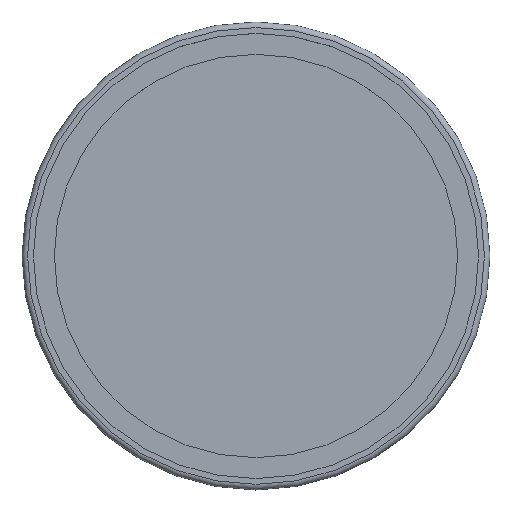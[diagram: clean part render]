
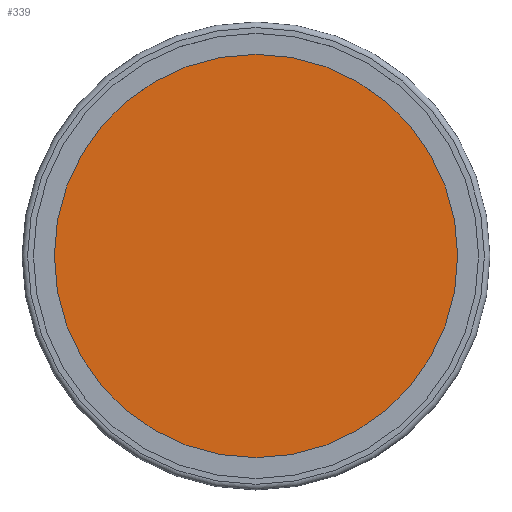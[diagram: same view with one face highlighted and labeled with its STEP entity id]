
A CAD part, top view. The second image highlights one B-rep face of the part: STEP entity #339.
In plain terms, the highlighted planar face has unit normal (0, 0, 1).
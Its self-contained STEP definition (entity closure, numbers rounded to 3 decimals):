
#62=FACE_OUTER_BOUND('',#95,.T.);
#95=EDGE_LOOP('',(#240));
#151=CIRCLE('',#384,18.1);
#180=VERTEX_POINT('',#568);
#209=EDGE_CURVE('',#180,#180,#151,.T.);
#240=ORIENTED_EDGE('',*,*,#209,.T.);
#293=PLANE('',#383);
#339=ADVANCED_FACE('',(#62),#293,.F.);
#383=AXIS2_PLACEMENT_3D('',#567,#451,#452);
#384=AXIS2_PLACEMENT_3D('',#569,#453,#454);
#451=DIRECTION('center_axis',(0.,0.,
-1.));
#452=DIRECTION('ref_axis',(-0.912,-0.41,0.));
#453=DIRECTION('center_axis',(0.,0.,1.));
#454=DIRECTION('ref_axis',(1.,0.,0.));
#567=CARTESIAN_POINT('Origin',(0.,0.,
0.85));
#568=CARTESIAN_POINT('',(-18.1,0.,0.85));
#569=CARTESIAN_POINT('Origin',(0.,0.,0.85));
